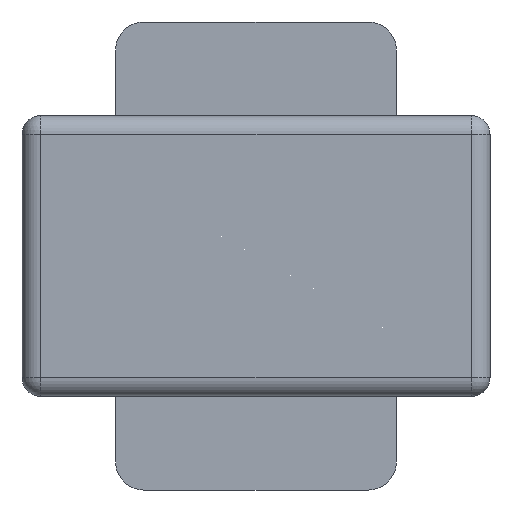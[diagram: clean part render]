
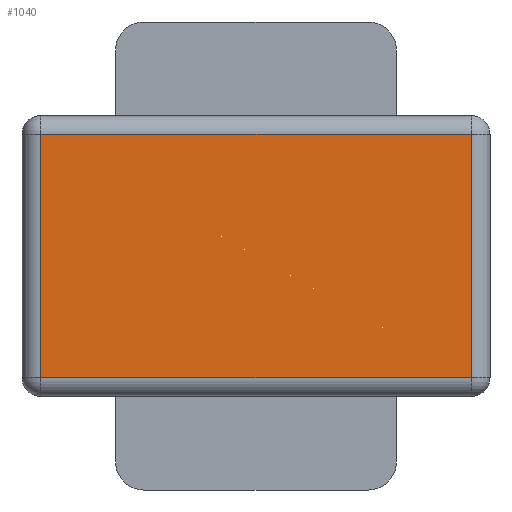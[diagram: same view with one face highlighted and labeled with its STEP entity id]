
A CAD part, front view. The second image highlights one B-rep face of the part: STEP entity #1040.
In plain terms, the highlighted planar face has unit normal (0, -1, 0).
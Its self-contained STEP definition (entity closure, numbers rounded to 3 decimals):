
#799=CARTESIAN_POINT('POINT45',(24.,0.,-6.5));
#800=VERTEX_POINT('VERTEX45',#799);
#864=CARTESIAN_POINT('POINT46',(1.,0.,-6.5));
#865=VERTEX_POINT('VERTEX46',#864);
#888=CARTESIAN_POINT('POINT47',(1.,0.,6.5));
#889=VERTEX_POINT('VERTEX47',#888);
#936=CARTESIAN_POINT('POINT48',(24.,0.,6.5));
#937=VERTEX_POINT('VERTEX48',#936);
#962=CARTESIAN_POINT('POS116',(24.,0.,-6.5));
#963=DIRECTION('DIR183',(0.,0.,1.));
#964=VECTOR('VEC49',#963,1.);
#965=LINE('STRAIGHT49',#962,#964);
#966=EDGE_CURVE('EDGE81',#800,#937,#965,.T.);
#981=CARTESIAN_POINT('POS118',(1.,0.,-6.5));
#982=DIRECTION('DIR186',(1.,0.,0.));
#983=VECTOR('VEC50',#982,1.);
#984=LINE('STRAIGHT50',#981,#983);
#985=EDGE_CURVE('EDGE82',#865,#800,#984,.T.);
#996=CARTESIAN_POINT('POS120',(1.,0.,6.5));
#997=DIRECTION('DIR189',(0.,0.,-1.));
#998=VECTOR('VEC51',#997,1.);
#999=LINE('STRAIGHT51',#996,#998);
#1000=EDGE_CURVE('EDGE83',#889,#865,#999,.T.);
#1015=CARTESIAN_POINT('POS122',(1.,0.,6.5));
#1016=DIRECTION('DIR192',(1.,0.,0.));
#1017=VECTOR('VEC52',#1016,1.);
#1018=LINE('STRAIGHT52',#1015,#1017);
#1019=EDGE_CURVE('EDGE84',#889,#937,#1018,.T.);
#1029=ORIENTED_EDGE('COEDGE165',*,*,#1019,.F.);
#1030=ORIENTED_EDGE('COEDGE166',*,*,#1000,.T.);
#1031=ORIENTED_EDGE('COEDGE167',*,*,#985,.T.);
#1032=ORIENTED_EDGE('COEDGE168',*,*,#966,.T.);
#1033=EDGE_LOOP('NONE',(#1029,#1030,#1031,#1032));
#1034=FACE_BOUND('LOOP1',#1033,.T.);
#1035=CARTESIAN_POINT('POS124',(0.,0.,0.));
#1036=DIRECTION('DIR195',(0.,1.,0.));
#1037=DIRECTION('DIR196',(1.,0.,0.));
#1038=AXIS2_PLACEMENT_3D('AXIS72',#1035,#1036,#1037);
#1039=PLANE('PLANE16',#1038);
#1040=ADVANCED_FACE('FACE40',(#1034),#1039,.F.);
